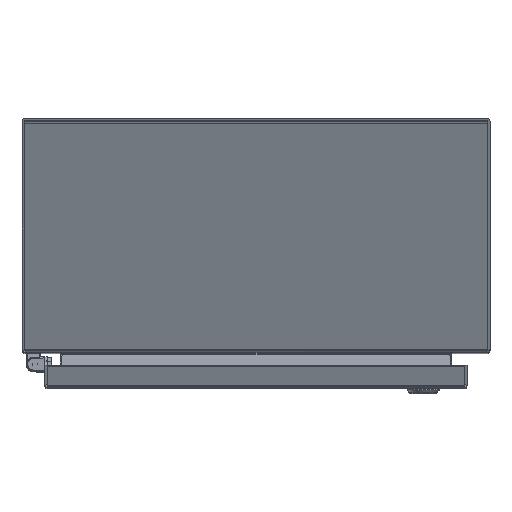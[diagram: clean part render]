
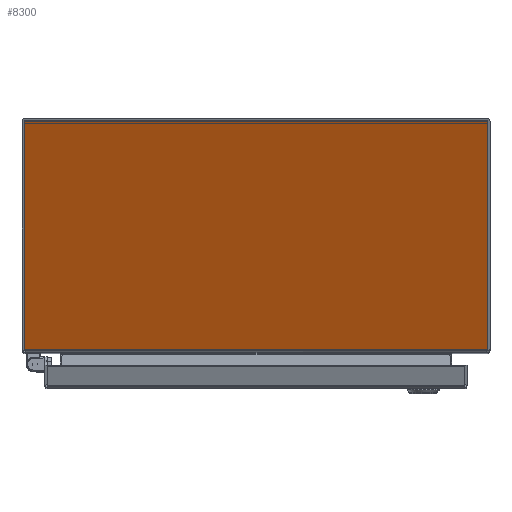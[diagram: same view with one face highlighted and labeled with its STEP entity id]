
A CAD part, top view. The second image highlights one B-rep face of the part: STEP entity #8300.
In plain terms, the highlighted planar face has unit normal (0, -0.423, 0.906).
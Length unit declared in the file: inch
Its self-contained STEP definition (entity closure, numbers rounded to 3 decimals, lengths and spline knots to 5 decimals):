
#562 = EDGE_CURVE ( 'NONE', #2996, #34827, #33612, .T. ) ;
#883 = LINE ( 'NONE', #12279, #35439 ) ;
#2270 = DIRECTION ( 'NONE',  ( 0.221, -0.884, -0.412 ) ) ;
#2660 = DIRECTION ( 'NONE',  ( -1., 0., 0. ) ) ;
#2996 = VERTEX_POINT ( 'NONE', #26675 ) ;
#3188 = VECTOR ( 'NONE', #2660, 39.37008 ) ;
#3354 = VERTEX_POINT ( 'NONE', #13008 ) ;
#4280 = VERTEX_POINT ( 'NONE', #17493 ) ;
#6975 = DIRECTION ( 'NONE',  ( 0., -0.423, 0.906 ) ) ;
#8300 = ADVANCED_FACE ( 'NONE', ( #21495 ), #29179, .T. ) ;
#9423 = DIRECTION ( 'NONE',  ( 0., -0.906, -0.423 ) ) ;
#9965 = CARTESIAN_POINT ( 'NONE',  ( -7.928, -0.101, 11.862 ) ) ;
#10011 = DIRECTION ( 'NONE',  ( 1., 0., 0. ) ) ;
#10663 = LINE ( 'NONE', #22015, #15907 ) ;
#11423 = CARTESIAN_POINT ( 'NONE',  ( -7.928, -0.101, 11.862 ) ) ;
#11504 = LINE ( 'NONE', #22865, #11547 ) ;
#11547 = VECTOR ( 'NONE', #14141, 39.37008 ) ;
#11578 = VERTEX_POINT ( 'NONE', #18433 ) ;
#12279 = CARTESIAN_POINT ( 'NONE',  ( 7.928, -0.101, 11.862 ) ) ;
#12678 = ORIENTED_EDGE ( 'NONE', *, *, #16442, .T. ) ;
#12861 = ORIENTED_EDGE ( 'NONE', *, *, #562, .T. ) ;
#13008 = CARTESIAN_POINT ( 'NONE',  ( 7.928, -7.78568, 8.27858 ) ) ;
#14141 = DIRECTION ( 'NONE',  ( 0.221, 0.884, 0.412 ) ) ;
#15907 = VECTOR ( 'NONE', #2270, 39.37008 ) ;
#16220 = EDGE_CURVE ( 'NONE', #21112, #11578, #23970, .T. ) ;
#16442 = EDGE_CURVE ( 'NONE', #34827, #4280, #20227, .T. ) ;
#17040 = CARTESIAN_POINT ( 'NONE',  ( -7.928, -0.101, 11.862 ) ) ;
#17493 = CARTESIAN_POINT ( 'NONE',  ( -7.928, -7.78568, 8.27858 ) ) ;
#18433 = CARTESIAN_POINT ( 'NONE',  ( 7.89008, -7.93764, 8.20772 ) ) ;
#18490 = ORIENTED_EDGE ( 'NONE', *, *, #21760, .T. ) ;
#19301 = CARTESIAN_POINT ( 'NONE',  ( -7.89008, -7.93764, 8.20772 ) ) ;
#20069 = ORIENTED_EDGE ( 'NONE', *, *, #35090, .T. ) ;
#20227 = LINE ( 'NONE', #31799, #27718 ) ;
#20829 = EDGE_CURVE ( 'NONE', #11578, #3354, #11504, .T. ) ;
#20961 = ORIENTED_EDGE ( 'NONE', *, *, #20829, .T. ) ;
#20991 = DIRECTION ( 'NONE',  ( 0., 0.906, 0.423 ) ) ;
#21112 = VERTEX_POINT ( 'NONE', #19301 ) ;
#21125 = VECTOR ( 'NONE', #10011, 39.37008 ) ;
#21495 = FACE_OUTER_BOUND ( 'NONE', #26389, .T. ) ;
#21760 = EDGE_CURVE ( 'NONE', #3354, #2996, #883, .T. ) ;
#22015 = CARTESIAN_POINT ( 'NONE',  ( -7.928, -7.78568, 8.27858 ) ) ;
#22865 = CARTESIAN_POINT ( 'NONE',  ( 7.89008, -7.93764, 8.20772 ) ) ;
#23030 = DIRECTION ( 'NONE',  ( 0., -0.906, -0.423 ) ) ;
#23970 = LINE ( 'NONE', #32587, #21125 ) ;
#26389 = EDGE_LOOP ( 'NONE', ( #12678, #20069, #31765, #20961, #18490, #12861 ) ) ;
#26675 = CARTESIAN_POINT ( 'NONE',  ( 7.928, -0.101, 11.862 ) ) ;
#27718 = VECTOR ( 'NONE', #23030, 39.37008 ) ;
#29033 = AXIS2_PLACEMENT_3D ( 'NONE', #9965, #6975, #9423 ) ;
#29179 = PLANE ( 'NONE',  #29033 ) ;
#31765 = ORIENTED_EDGE ( 'NONE', *, *, #16220, .T. ) ;
#31799 = CARTESIAN_POINT ( 'NONE',  ( -7.928, -0.101, 11.862 ) ) ;
#32587 = CARTESIAN_POINT ( 'NONE',  ( -7.928, -7.93764, 8.20772 ) ) ;
#33612 = LINE ( 'NONE', #17040, #3188 ) ;
#34827 = VERTEX_POINT ( 'NONE', #11423 ) ;
#35090 = EDGE_CURVE ( 'NONE', #4280, #21112, #10663, .T. ) ;
#35439 = VECTOR ( 'NONE', #20991, 39.37008 ) ;
